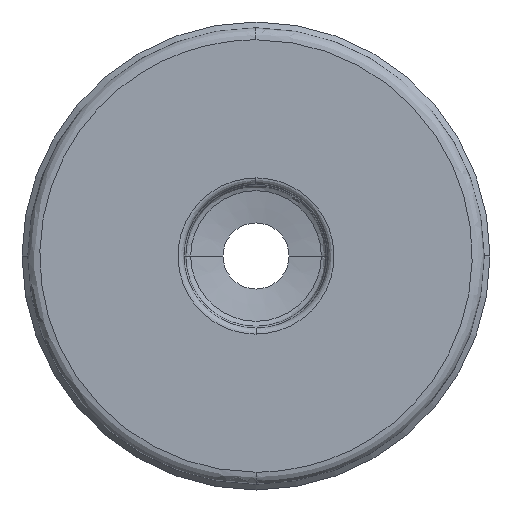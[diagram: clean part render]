
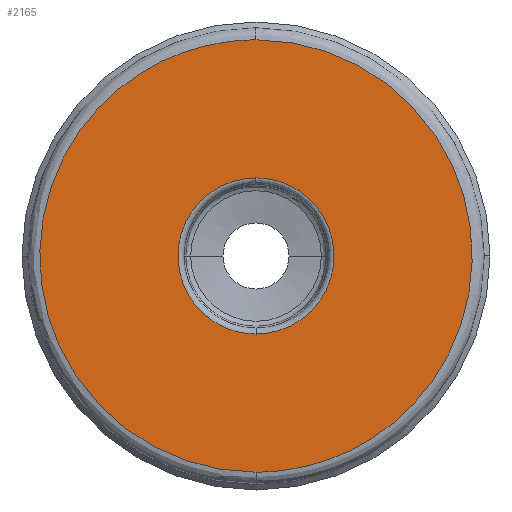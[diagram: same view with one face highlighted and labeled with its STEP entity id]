
A CAD part, front view. The second image highlights one B-rep face of the part: STEP entity #2165.
In plain terms, the highlighted planar face has unit normal (0, -1, 0).
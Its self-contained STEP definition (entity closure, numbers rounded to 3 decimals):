
#37 = CARTESIAN_POINT ( 'NONE',  ( 36., -2.822, 18. ) ) ;
#127 = CARTESIAN_POINT ( 'NONE',  ( 0., -2.822, -18. ) ) ;
#159 = ORIENTED_EDGE ( 'NONE', *, *, #1743, .F. ) ;
#222 = CARTESIAN_POINT ( 'NONE',  ( 13., -2.822, 6.5 ) ) ;
#263 = CARTESIAN_POINT ( 'NONE',  ( 0., -2.822, 6.5 ) ) ;
#369 = EDGE_LOOP ( 'NONE', ( #567, #486 ) ) ;
#485 =( BOUNDED_CURVE ( )  B_SPLINE_CURVE ( 3, ( #127, #2719, #1170, #2968 ),
 .UNSPECIFIED., .F., .F. ) 
 B_SPLINE_CURVE_WITH_KNOTS ( ( 4, 4 ),
 ( 0., 1. ),
 .UNSPECIFIED. ) 
 CURVE ( )  GEOMETRIC_REPRESENTATION_ITEM ( )  RATIONAL_B_SPLINE_CURVE ( ( 1., 0.333, 0.333, 1. ) ) 
 REPRESENTATION_ITEM ( '' )  );
#486 = ORIENTED_EDGE ( 'NONE', *, *, #538, .F. ) ;
#523 = VERTEX_POINT ( 'NONE', #3065 ) ;
#538 = EDGE_CURVE ( 'NONE', #1135, #1670, #3186, .T. ) ;
#554 = FACE_BOUND ( 'NONE', #369, .T. ) ;
#567 = ORIENTED_EDGE ( 'NONE', *, *, #992, .F. ) ;
#774 = ORIENTED_EDGE ( 'NONE', *, *, #3104, .F. ) ;
#832 = CARTESIAN_POINT ( 'NONE',  ( 0., -2.822, -18. ) ) ;
#992 = EDGE_CURVE ( 'NONE', #1670, #1135, #2632, .T. ) ;
#1083 = CARTESIAN_POINT ( 'NONE',  ( 19., -2.822, 0. ) ) ;
#1135 = VERTEX_POINT ( 'NONE', #1381 ) ;
#1160 = CARTESIAN_POINT ( 'NONE',  ( 0., -2.822, 6.5 ) ) ;
#1170 = CARTESIAN_POINT ( 'NONE',  ( -36., -2.822, 18. ) ) ;
#1236 = FACE_OUTER_BOUND ( 'NONE', #2992, .T. ) ;
#1334 = DIRECTION ( 'NONE',  ( 0., 0., 1. ) ) ;
#1381 = CARTESIAN_POINT ( 'NONE',  ( 0., -2.822, -6.5 ) ) ;
#1519 =( BOUNDED_CURVE ( )  B_SPLINE_CURVE ( 3, ( #1837, #37, #2370, #832 ),
 .UNSPECIFIED., .F., .T. ) 
 B_SPLINE_CURVE_WITH_KNOTS ( ( 4, 4 ),
 ( 0., 1. ),
 .UNSPECIFIED. ) 
 CURVE ( )  GEOMETRIC_REPRESENTATION_ITEM ( )  RATIONAL_B_SPLINE_CURVE ( ( 1., 0.333, 0.333, 1. ) ) 
 REPRESENTATION_ITEM ( '' )  );
#1553 = CARTESIAN_POINT ( 'NONE',  ( 0., -2.822, -6.5 ) ) ;
#1653 = AXIS2_PLACEMENT_3D ( 'NONE', #1083, #2878, #1334 ) ;
#1670 = VERTEX_POINT ( 'NONE', #1160 ) ;
#1743 = EDGE_CURVE ( 'NONE', #3035, #523, #485, .T. ) ;
#1761 = CARTESIAN_POINT ( 'NONE',  ( 0., -2.822, -6.5 ) ) ;
#1832 = PLANE ( 'NONE',  #1653 ) ;
#1837 = CARTESIAN_POINT ( 'NONE',  ( 0., -2.822, 18. ) ) ;
#2036 = CARTESIAN_POINT ( 'NONE',  ( 0., -2.822, 6.5 ) ) ;
#2165 = ADVANCED_FACE ( 'NONE', ( #1236, #554 ), #1832, .F. ) ;
#2292 = CARTESIAN_POINT ( 'NONE',  ( 13., -2.822, -6.5 ) ) ;
#2342 = CARTESIAN_POINT ( 'NONE',  ( -13., -2.822, 6.5 ) ) ;
#2370 = CARTESIAN_POINT ( 'NONE',  ( 36., -2.822, -18. ) ) ;
#2632 =( BOUNDED_CURVE ( )  B_SPLINE_CURVE ( 3, ( #263, #2342, #3120, #1553 ),
 .UNSPECIFIED., .F., .F. ) 
 B_SPLINE_CURVE_WITH_KNOTS ( ( 4, 4 ),
 ( 0., 1. ),
 .UNSPECIFIED. ) 
 CURVE ( )  GEOMETRIC_REPRESENTATION_ITEM ( )  RATIONAL_B_SPLINE_CURVE ( ( 1., 0.333, 0.333, 1. ) ) 
 REPRESENTATION_ITEM ( '' )  );
#2719 = CARTESIAN_POINT ( 'NONE',  ( -36., -2.822, -18. ) ) ;
#2805 = CARTESIAN_POINT ( 'NONE',  ( 0., -2.822, -18. ) ) ;
#2878 = DIRECTION ( 'NONE',  ( 0., 1., 0. ) ) ;
#2968 = CARTESIAN_POINT ( 'NONE',  ( 0., -2.822, 18. ) ) ;
#2992 = EDGE_LOOP ( 'NONE', ( #774, #159 ) ) ;
#3035 = VERTEX_POINT ( 'NONE', #2805 ) ;
#3065 = CARTESIAN_POINT ( 'NONE',  ( 0., -2.822, 18. ) ) ;
#3104 = EDGE_CURVE ( 'NONE', #523, #3035, #1519, .T. ) ;
#3120 = CARTESIAN_POINT ( 'NONE',  ( -13., -2.822, -6.5 ) ) ;
#3186 =( BOUNDED_CURVE ( )  B_SPLINE_CURVE ( 3, ( #1761, #2292, #222, #2036 ),
 .UNSPECIFIED., .F., .T. ) 
 B_SPLINE_CURVE_WITH_KNOTS ( ( 4, 4 ),
 ( 0., 1. ),
 .UNSPECIFIED. ) 
 CURVE ( )  GEOMETRIC_REPRESENTATION_ITEM ( )  RATIONAL_B_SPLINE_CURVE ( ( 1., 0.333, 0.333, 1. ) ) 
 REPRESENTATION_ITEM ( '' )  );
